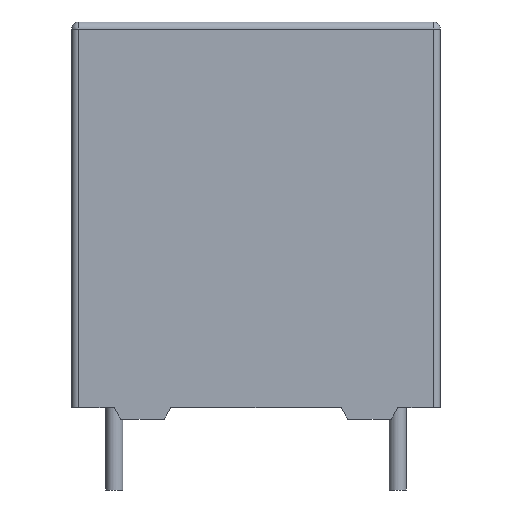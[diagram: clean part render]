
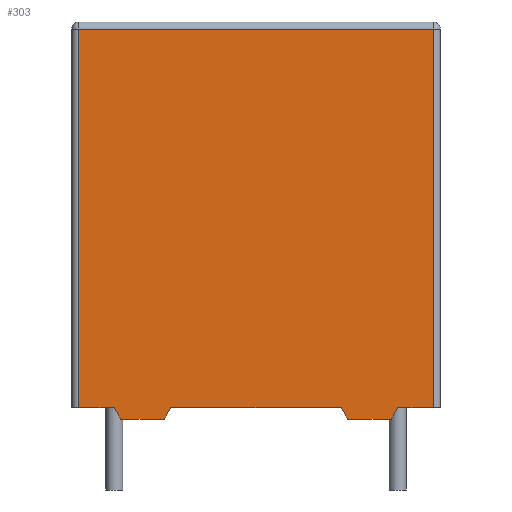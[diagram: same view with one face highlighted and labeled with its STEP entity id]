
A CAD part, front view. The second image highlights one B-rep face of the part: STEP entity #303.
In plain terms, the highlighted planar face has unit normal (0, -1, 0).
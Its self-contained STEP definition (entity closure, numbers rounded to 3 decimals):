
#303=ADVANCED_FACE('',(#748),#750,.T.);
#748=FACE_BOUND('',#749,.T.);
#749=EDGE_LOOP('',(#2209,#2210,#2211,#2212,#2213,#2214,#2215,#2216,#2217,#2218,#2219,
#2220));
#750=PLANE('',#751);
#751=AXIS2_PLACEMENT_3D('',#752,#753,#754);
#752=CARTESIAN_POINT('',(-6.5,-3.,0.));
#753=DIRECTION('',(0.,-1.,0.));
#754=DIRECTION('',(1.,0.,0.));
#2209=ORIENTED_EDGE('',*,*,#2317,.T.);
#2210=ORIENTED_EDGE('',*,*,#2374,.T.);
#2211=ORIENTED_EDGE('',*,*,#2325,.T.);
#2212=ORIENTED_EDGE('',*,*,#2332,.T.);
#2213=ORIENTED_EDGE('',*,*,#2338,.T.);
#2214=ORIENTED_EDGE('',*,*,#2370,.T.);
#2215=ORIENTED_EDGE('',*,*,#2345,.T.);
#2216=ORIENTED_EDGE('',*,*,#2355,.T.);
#2217=ORIENTED_EDGE('',*,*,#2394,.T.);
#2218=ORIENTED_EDGE('',*,*,#2395,.F.);
#2219=ORIENTED_EDGE('',*,*,#2396,.F.);
#2220=ORIENTED_EDGE('',*,*,#2362,.T.);
#2317=EDGE_CURVE('',#2445,#2443,#2446,.F.);
#2325=EDGE_CURVE('',#2461,#2459,#2462,.F.);
#2332=EDGE_CURVE('',#2459,#2471,#2473,.F.);
#2338=EDGE_CURVE('',#2471,#2481,#2483,.F.);
#2345=EDGE_CURVE('',#2497,#2495,#2498,.F.);
#2355=EDGE_CURVE('',#2495,#2514,#2516,.F.);
#2362=EDGE_CURVE('',#2527,#2445,#2528,.F.);
#2370=EDGE_CURVE('',#2481,#2497,#2539,.T.);
#2374=EDGE_CURVE('',#2443,#2461,#2543,.T.);
#2394=EDGE_CURVE('',#2514,#2573,#2574,.T.);
#2395=EDGE_CURVE('',#2575,#2573,#2576,.T.);
#2396=EDGE_CURVE('',#2527,#2575,#2577,.T.);
#2443=VERTEX_POINT('',#2648);
#2445=VERTEX_POINT('',#2652);
#2446=LINE('',#2653,#2654);
#2459=VERTEX_POINT('',#2680);
#2461=VERTEX_POINT('',#2684);
#2462=LINE('',#2685,#2686);
#2471=VERTEX_POINT('',#2706);
#2473=LINE('',#2710,#2711);
#2481=VERTEX_POINT('',#2728);
#2483=LINE('',#2732,#2733);
#2495=VERTEX_POINT('',#2756);
#2497=VERTEX_POINT('',#2760);
#2498=LINE('',#2761,#2762);
#2514=VERTEX_POINT('',#2798);
#2516=LINE('',#2803,#2804);
#2527=VERTEX_POINT('',#2830);
#2528=LINE('',#2831,#2832);
#2539=LINE('',#2860,#2861);
#2543=LINE('',#2872,#2873);
#2573=VERTEX_POINT('',#2946);
#2574=LINE('',#2947,#2948);
#2575=VERTEX_POINT('',#2950);
#2576=LINE('',#2951,#2952);
#2577=LINE('',#2954,#2955);
#2648=CARTESIAN_POINT('',(-4.769,-3.,0.));
#2652=CARTESIAN_POINT('',(-5.,-3.,0.4));
#2653=CARTESIAN_POINT('',(-4.769,-3.,0.));
#2654=VECTOR('',#2655,1.);
#2655=DIRECTION('',(-0.5,0.,0.866));
#2680=CARTESIAN_POINT('',(-3.,-3.,0.4));
#2684=CARTESIAN_POINT('',(-3.231,-3.,0.));
#2685=CARTESIAN_POINT('',(-3.,-3.,0.4));
#2686=VECTOR('',#2687,1.);
#2687=DIRECTION('',(-0.5,0.,-0.866));
#2706=CARTESIAN_POINT('',(3.,-3.,0.4));
#2710=CARTESIAN_POINT('',(3.,-3.,0.4));
#2711=VECTOR('',#2712,1.);
#2712=DIRECTION('',(-1.,0.,0.));
#2728=CARTESIAN_POINT('',(3.231,-3.,0.));
#2732=CARTESIAN_POINT('',(3.231,-3.,0.));
#2733=VECTOR('',#2734,1.);
#2734=DIRECTION('',(-0.5,0.,0.866));
#2756=CARTESIAN_POINT('',(5.,-3.,0.4));
#2760=CARTESIAN_POINT('',(4.769,-3.,0.));
#2761=CARTESIAN_POINT('',(5.,-3.,0.4));
#2762=VECTOR('',#2763,1.);
#2763=DIRECTION('',(-0.5,0.,-0.866));
#2798=CARTESIAN_POINT('',(6.25,-3.,0.4));
#2803=CARTESIAN_POINT('',(6.25,-3.,0.4));
#2804=VECTOR('',#2805,1.);
#2805=DIRECTION('',(-1.,0.,0.));
#2830=CARTESIAN_POINT('',(-6.25,-3.,0.4));
#2831=CARTESIAN_POINT('',(-5.,-3.,0.4));
#2832=VECTOR('',#2833,1.);
#2833=DIRECTION('',(-1.,0.,0.));
#2860=CARTESIAN_POINT('',(3.231,-3.,0.));
#2861=VECTOR('',#2862,1.);
#2862=DIRECTION('',(1.,0.,0.));
#2872=CARTESIAN_POINT('',(-4.769,-3.,0.));
#2873=VECTOR('',#2874,1.);
#2874=DIRECTION('',(1.,0.,0.));
#2946=CARTESIAN_POINT('',(6.25,-3.,13.75));
#2947=CARTESIAN_POINT('',(6.25,-3.,0.4));
#2948=VECTOR('',#2949,1.);
#2949=DIRECTION('',(0.,0.,1.));
#2950=CARTESIAN_POINT('',(-6.25,-3.,13.75));
#2951=CARTESIAN_POINT('',(-6.25,-3.,13.75));
#2952=VECTOR('',#2953,1.);
#2953=DIRECTION('',(1.,0.,0.));
#2954=CARTESIAN_POINT('',(-6.25,-3.,0.4));
#2955=VECTOR('',#2956,1.);
#2956=DIRECTION('',(0.,0.,1.));
